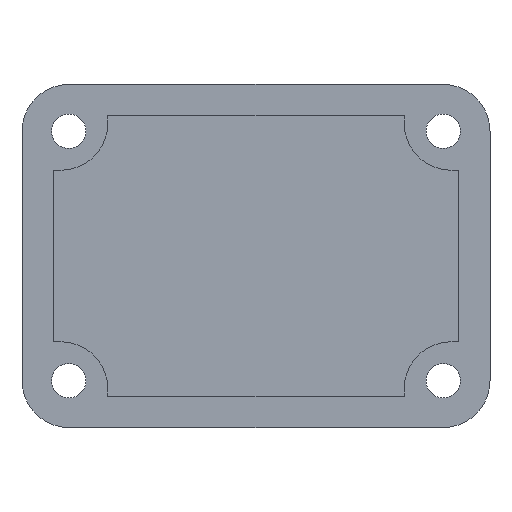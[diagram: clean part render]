
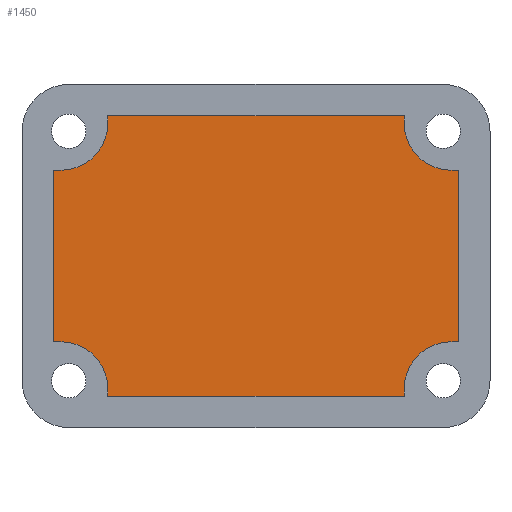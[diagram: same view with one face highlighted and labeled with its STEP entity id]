
A CAD part, front view. The second image highlights one B-rep face of the part: STEP entity #1450.
In plain terms, the highlighted planar face has unit normal (0, -1, 0).
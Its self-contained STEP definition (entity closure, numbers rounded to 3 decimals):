
#461=DIRECTION('',(0.,0.,-1.));
#462=VECTOR('',#461,0.5);
#463=CARTESIAN_POINT('',(9.5,4.,9.));
#464=LINE('',#463,#462);
#465=CARTESIAN_POINT('',(12.5,4.,8.5));
#466=DIRECTION('',(0.,-1.,0.));
#467=DIRECTION('',(-1.,0.,0.));
#468=AXIS2_PLACEMENT_3D('',#465,#466,#467);
#470=DIRECTION('',(1.,0.,0.));
#471=VECTOR('',#470,0.5);
#472=CARTESIAN_POINT('',(12.5,4.,5.5));
#473=LINE('',#472,#471);
#474=DIRECTION('',(0.,0.,-1.));
#475=VECTOR('',#474,11.);
#476=CARTESIAN_POINT('',(13.,4.,5.5));
#477=LINE('',#476,#475);
#478=DIRECTION('',(-1.,0.,0.));
#479=VECTOR('',#478,0.5);
#480=CARTESIAN_POINT('',(13.,4.,-5.5));
#481=LINE('',#480,#479);
#482=CARTESIAN_POINT('',(12.5,4.,-8.5));
#483=DIRECTION('',(0.,-1.,0.));
#484=DIRECTION('',(0.,0.,1.));
#485=AXIS2_PLACEMENT_3D('',#482,#483,#484);
#487=DIRECTION('',(0.,0.,-1.));
#488=VECTOR('',#487,0.5);
#489=CARTESIAN_POINT('',(9.5,4.,-8.5));
#490=LINE('',#489,#488);
#491=DIRECTION('',(-1.,0.,0.));
#492=VECTOR('',#491,19.);
#493=CARTESIAN_POINT('',(9.5,4.,-9.));
#494=LINE('',#493,#492);
#495=DIRECTION('',(0.,0.,1.));
#496=VECTOR('',#495,0.5);
#497=CARTESIAN_POINT('',(-9.5,4.,-9.));
#498=LINE('',#497,#496);
#499=CARTESIAN_POINT('',(-12.5,4.,-8.5));
#500=DIRECTION('',(0.,-1.,0.));
#501=DIRECTION('',(1.,0.,0.));
#502=AXIS2_PLACEMENT_3D('',#499,#500,#501);
#504=DIRECTION('',(-1.,0.,0.));
#505=VECTOR('',#504,0.5);
#506=CARTESIAN_POINT('',(-12.5,4.,-5.5));
#507=LINE('',#506,#505);
#508=DIRECTION('',(0.,0.,1.));
#509=VECTOR('',#508,11.);
#510=CARTESIAN_POINT('',(-13.,4.,-5.5));
#511=LINE('',#510,#509);
#512=DIRECTION('',(1.,0.,0.));
#513=VECTOR('',#512,0.5);
#514=CARTESIAN_POINT('',(-13.,4.,5.5));
#515=LINE('',#514,#513);
#516=CARTESIAN_POINT('',(-12.5,4.,8.5));
#517=DIRECTION('',(0.,-1.,0.));
#518=DIRECTION('',(0.,0.,-1.));
#519=AXIS2_PLACEMENT_3D('',#516,#517,#518);
#521=DIRECTION('',(0.,0.,1.));
#522=VECTOR('',#521,0.5);
#523=CARTESIAN_POINT('',(-9.5,4.,8.5));
#524=LINE('',#523,#522);
#525=DIRECTION('',(1.,0.,0.));
#526=VECTOR('',#525,19.);
#527=CARTESIAN_POINT('',(-9.5,4.,9.));
#528=LINE('',#527,#526);
#657=CARTESIAN_POINT('',(9.5,4.,-8.5));
#658=VERTEX_POINT('',#657);
#659=CARTESIAN_POINT('',(12.5,4.,-5.5));
#660=VERTEX_POINT('',#659);
#661=CARTESIAN_POINT('',(9.5,4.,-9.));
#662=VERTEX_POINT('',#661);
#663=CARTESIAN_POINT('',(-9.5,4.,-9.));
#664=VERTEX_POINT('',#663);
#665=CARTESIAN_POINT('',(-9.5,4.,-8.5));
#666=VERTEX_POINT('',#665);
#667=CARTESIAN_POINT('',(-12.5,4.,-5.5));
#668=VERTEX_POINT('',#667);
#669=CARTESIAN_POINT('',(-13.,4.,-5.5));
#670=VERTEX_POINT('',#669);
#671=CARTESIAN_POINT('',(-13.,4.,5.5));
#672=VERTEX_POINT('',#671);
#673=CARTESIAN_POINT('',(-12.5,4.,5.5));
#674=VERTEX_POINT('',#673);
#675=CARTESIAN_POINT('',(-9.5,4.,8.5));
#676=VERTEX_POINT('',#675);
#677=CARTESIAN_POINT('',(-9.5,4.,9.));
#678=VERTEX_POINT('',#677);
#679=CARTESIAN_POINT('',(9.5,4.,9.));
#680=VERTEX_POINT('',#679);
#681=CARTESIAN_POINT('',(9.5,4.,8.5));
#682=VERTEX_POINT('',#681);
#683=CARTESIAN_POINT('',(12.5,4.,5.5));
#684=VERTEX_POINT('',#683);
#685=CARTESIAN_POINT('',(13.,4.,5.5));
#686=VERTEX_POINT('',#685);
#687=CARTESIAN_POINT('',(13.,4.,-5.5));
#688=VERTEX_POINT('',#687);
#1427=CARTESIAN_POINT('',(0.,4.,0.));
#1428=DIRECTION('',(0.,-1.,0.));
#1429=DIRECTION('',(-1.,0.,0.));
#1430=AXIS2_PLACEMENT_3D('',#1427,#1428,#1429);
#1431=PLANE('',#1430);
#1432=ORIENTED_EDGE('',*,*,#1365,.T.);
#1433=ORIENTED_EDGE('',*,*,#1380,.T.);
#1434=ORIENTED_EDGE('',*,*,#1395,.T.);
#1435=ORIENTED_EDGE('',*,*,#1408,.T.);
#1436=ORIENTED_EDGE('',*,*,#1420,.T.);
#1437=ORIENTED_EDGE('',*,*,#1211,.T.);
#1438=ORIENTED_EDGE('',*,*,#1227,.T.);
#1439=ORIENTED_EDGE('',*,*,#1240,.T.);
#1440=ORIENTED_EDGE('',*,*,#1253,.T.);
#1441=ORIENTED_EDGE('',*,*,#1268,.T.);
#1442=ORIENTED_EDGE('',*,*,#1283,.T.);
#1443=ORIENTED_EDGE('',*,*,#1296,.T.);
#1444=ORIENTED_EDGE('',*,*,#1309,.T.);
#1445=ORIENTED_EDGE('',*,*,#1324,.T.);
#1446=ORIENTED_EDGE('',*,*,#1339,.T.);
#1447=ORIENTED_EDGE('',*,*,#1352,.T.);
#1448=EDGE_LOOP('',(#1432,#1433,#1434,#1435,#1436,#1437,#1438,#1439,#1440,#1441,
#1442,#1443,#1444,#1445,#1446,#1447));
#1449=FACE_OUTER_BOUND('',#1448,.F.);
#1450=ADVANCED_FACE('',(#1449),#1431,.T.);
#469=CIRCLE('',#468,3.);
#486=CIRCLE('',#485,3.);
#503=CIRCLE('',#502,3.);
#520=CIRCLE('',#519,3.);
#1211=EDGE_CURVE('',#660,#658,#486,.T.);
#1227=EDGE_CURVE('',#658,#662,#490,.T.);
#1240=EDGE_CURVE('',#662,#664,#494,.T.);
#1253=EDGE_CURVE('',#664,#666,#498,.T.);
#1268=EDGE_CURVE('',#666,#668,#503,.T.);
#1283=EDGE_CURVE('',#668,#670,#507,.T.);
#1296=EDGE_CURVE('',#670,#672,#511,.T.);
#1309=EDGE_CURVE('',#672,#674,#515,.T.);
#1324=EDGE_CURVE('',#674,#676,#520,.T.);
#1339=EDGE_CURVE('',#676,#678,#524,.T.);
#1352=EDGE_CURVE('',#678,#680,#528,.T.);
#1365=EDGE_CURVE('',#680,#682,#464,.T.);
#1380=EDGE_CURVE('',#682,#684,#469,.T.);
#1395=EDGE_CURVE('',#684,#686,#473,.T.);
#1408=EDGE_CURVE('',#686,#688,#477,.T.);
#1420=EDGE_CURVE('',#688,#660,#481,.T.);
